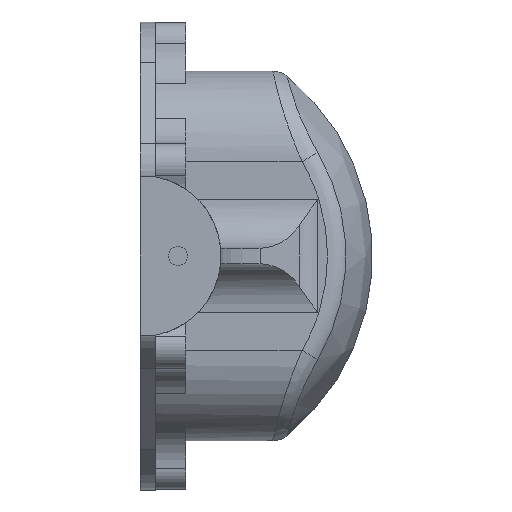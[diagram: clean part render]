
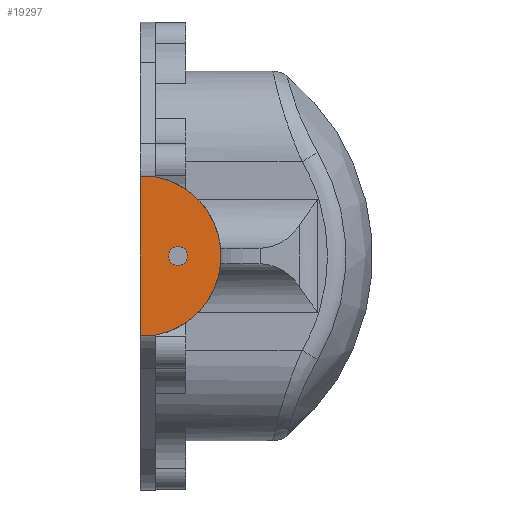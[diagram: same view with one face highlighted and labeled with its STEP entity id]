
A CAD part, left-side view. The second image highlights one B-rep face of the part: STEP entity #19297.
In plain terms, the highlighted planar face has unit normal (-1, 0, 0).
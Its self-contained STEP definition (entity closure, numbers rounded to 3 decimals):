
#446 = PLANE('',#447);
#447 = AXIS2_PLACEMENT_3D('',#448,#449,#450);
#448 = CARTESIAN_POINT('',(0.,0.,0.));
#449 = DIRECTION('',(0.,-1.,0.));
#450 = DIRECTION('',(0.,0.,1.));
#2218 = VERTEX_POINT('',#2219);
#2219 = CARTESIAN_POINT('',(-117.,-5.,-1.25));
#2226 = CYLINDRICAL_SURFACE('',#2227,1.25);
#2227 = AXIS2_PLACEMENT_3D('',#2228,#2229,#2230);
#2228 = CARTESIAN_POINT('',(-111.,-5.,0.));
#2229 = DIRECTION('',(-1.,0.,0.));
#2230 = DIRECTION('',(0.,0.,1.));
#2245 = EDGE_CURVE('',#2218,#2218,#2246,.T.);
#2246 = SURFACE_CURVE('',#2247,(#2252,#2259),.PCURVE_S1.);
#2247 = CIRCLE('',#2248,1.25);
#2248 = AXIS2_PLACEMENT_3D('',#2249,#2250,#2251);
#2249 = CARTESIAN_POINT('',(-117.,-5.,0.));
#2250 = DIRECTION('',(1.,0.,-0.));
#2251 = DIRECTION('',(0.,0.,1.));
#2252 = PCURVE('',#2226,#2253);
#2253 = DEFINITIONAL_REPRESENTATION('',(#2254),#2258);
#2254 = LINE('',#2255,#2256);
#2255 = CARTESIAN_POINT('',(6.283,6.));
#2256 = VECTOR('',#2257,1.);
#2257 = DIRECTION('',(-1.,0.));
#2258 = ( GEOMETRIC_REPRESENTATION_CONTEXT(2) 
PARAMETRIC_REPRESENTATION_CONTEXT() REPRESENTATION_CONTEXT('2D SPACE',''
  ) );
#2259 = PCURVE('',#2260,#2265);
#2260 = PLANE('',#2261);
#2261 = AXIS2_PLACEMENT_3D('',#2262,#2263,#2264);
#2262 = CARTESIAN_POINT('',(-117.,-68.46,10.5));
#2263 = DIRECTION('',(-1.,0.,0.));
#2264 = DIRECTION('',(0.,0.,1.));
#2265 = DEFINITIONAL_REPRESENTATION('',(#2266),#2274);
#2266 = ( BOUNDED_CURVE() B_SPLINE_CURVE(2,(#2267,#2268,#2269,#2270,
#2271,#2272,#2273),.UNSPECIFIED.,.T.,.F.) B_SPLINE_CURVE_WITH_KNOTS((1,2
    ,2,2,2,1),(-2.094,0.,2.094,4.189,
6.283,8.378),.UNSPECIFIED.) CURVE() 
GEOMETRIC_REPRESENTATION_ITEM() RATIONAL_B_SPLINE_CURVE((1.,0.5,1.,0.5,
1.,0.5,1.)) REPRESENTATION_ITEM('') );
#2267 = CARTESIAN_POINT('',(-9.25,63.46));
#2268 = CARTESIAN_POINT('',(-9.25,61.295));
#2269 = CARTESIAN_POINT('',(-11.125,62.378));
#2270 = CARTESIAN_POINT('',(-13.,63.46));
#2271 = CARTESIAN_POINT('',(-11.125,64.543));
#2272 = CARTESIAN_POINT('',(-9.25,65.625));
#2273 = CARTESIAN_POINT('',(-9.25,63.46));
#2274 = ( GEOMETRIC_REPRESENTATION_CONTEXT(2) 
PARAMETRIC_REPRESENTATION_CONTEXT() REPRESENTATION_CONTEXT('2D SPACE',''
  ) );
#7065 = PLANE('',#7066);
#7066 = AXIS2_PLACEMENT_3D('',#7067,#7068,#7069);
#7067 = CARTESIAN_POINT('',(-117.,-68.46,-10.5));
#7068 = DIRECTION('',(0.,0.,-1.));
#7069 = DIRECTION('',(-1.,0.,0.));
#10171 = PLANE('',#10172);
#10172 = AXIS2_PLACEMENT_3D('',#10173,#10174,#10175);
#10173 = CARTESIAN_POINT('',(-117.,-68.46,10.5));
#10174 = DIRECTION('',(0.,0.,1.));
#10175 = DIRECTION('',(1.,0.,-0.));
#11743 = CYLINDRICAL_SURFACE('',#11744,10.689);
#11744 = AXIS2_PLACEMENT_3D('',#11745,#11746,#11747);
#11745 = CARTESIAN_POINT('',(-115.,0.,0.));
#11746 = DIRECTION('',(-1.,0.,0.));
#11747 = DIRECTION('',(0.,0.,1.));
#12077 = VERTEX_POINT('',#12078);
#12078 = CARTESIAN_POINT('',(-117.,0.,-10.5));
#12099 = EDGE_CURVE('',#12100,#12077,#12102,.T.);
#12100 = VERTEX_POINT('',#12101);
#12101 = CARTESIAN_POINT('',(-117.,0.,10.5));
#12102 = SURFACE_CURVE('',#12103,(#12107,#12114),.PCURVE_S1.);
#12103 = LINE('',#12104,#12105);
#12104 = CARTESIAN_POINT('',(-117.,0.,10.5));
#12105 = VECTOR('',#12106,1.);
#12106 = DIRECTION('',(0.,0.,-1.));
#12107 = PCURVE('',#446,#12108);
#12108 = DEFINITIONAL_REPRESENTATION('',(#12109),#12113);
#12109 = LINE('',#12110,#12111);
#12110 = CARTESIAN_POINT('',(10.5,117.));
#12111 = VECTOR('',#12112,1.);
#12112 = DIRECTION('',(-1.,0.));
#12113 = ( GEOMETRIC_REPRESENTATION_CONTEXT(2) 
PARAMETRIC_REPRESENTATION_CONTEXT() REPRESENTATION_CONTEXT('2D SPACE',''
  ) );
#12114 = PCURVE('',#2260,#12115);
#12115 = DEFINITIONAL_REPRESENTATION('',(#12116),#12120);
#12116 = LINE('',#12117,#12118);
#12117 = CARTESIAN_POINT('',(0.,68.46));
#12118 = VECTOR('',#12119,1.);
#12119 = DIRECTION('',(-1.,0.));
#12120 = ( GEOMETRIC_REPRESENTATION_CONTEXT(2) 
PARAMETRIC_REPRESENTATION_CONTEXT() REPRESENTATION_CONTEXT('2D SPACE',''
  ) );
#19297 = ADVANCED_FACE('',(#19298,#19434),#2260,.T.);
#19298 = FACE_BOUND('',#19299,.T.);
#19299 = EDGE_LOOP('',(#19300,#19323,#19324,#19347,#19380,#19408));
#19300 = ORIENTED_EDGE('',*,*,#19301,.T.);
#19301 = EDGE_CURVE('',#19302,#12100,#19304,.T.);
#19302 = VERTEX_POINT('',#19303);
#19303 = CARTESIAN_POINT('',(-117.,-2.,10.5));
#19304 = SURFACE_CURVE('',#19305,(#19309,#19316),.PCURVE_S1.);
#19305 = LINE('',#19306,#19307);
#19306 = CARTESIAN_POINT('',(-117.,-68.46,10.5));
#19307 = VECTOR('',#19308,1.);
#19308 = DIRECTION('',(0.,1.,0.));
#19309 = PCURVE('',#2260,#19310);
#19310 = DEFINITIONAL_REPRESENTATION('',(#19311),#19315);
#19311 = LINE('',#19312,#19313);
#19312 = CARTESIAN_POINT('',(0.,0.));
#19313 = VECTOR('',#19314,1.);
#19314 = DIRECTION('',(0.,1.));
#19315 = ( GEOMETRIC_REPRESENTATION_CONTEXT(2) 
PARAMETRIC_REPRESENTATION_CONTEXT() REPRESENTATION_CONTEXT('2D SPACE',''
  ) );
#19316 = PCURVE('',#10171,#19317);
#19317 = DEFINITIONAL_REPRESENTATION('',(#19318),#19322);
#19318 = LINE('',#19319,#19320);
#19319 = CARTESIAN_POINT('',(0.,0.));
#19320 = VECTOR('',#19321,1.);
#19321 = DIRECTION('',(0.,1.));
#19322 = ( GEOMETRIC_REPRESENTATION_CONTEXT(2) 
PARAMETRIC_REPRESENTATION_CONTEXT() REPRESENTATION_CONTEXT('2D SPACE',''
  ) );
#19323 = ORIENTED_EDGE('',*,*,#12099,.T.);
#19324 = ORIENTED_EDGE('',*,*,#19325,.F.);
#19325 = EDGE_CURVE('',#19326,#12077,#19328,.T.);
#19326 = VERTEX_POINT('',#19327);
#19327 = CARTESIAN_POINT('',(-117.,-2.,-10.5));
#19328 = SURFACE_CURVE('',#19329,(#19333,#19340),.PCURVE_S1.);
#19329 = LINE('',#19330,#19331);
#19330 = CARTESIAN_POINT('',(-117.,-68.46,-10.5));
#19331 = VECTOR('',#19332,1.);
#19332 = DIRECTION('',(0.,1.,0.));
#19333 = PCURVE('',#2260,#19334);
#19334 = DEFINITIONAL_REPRESENTATION('',(#19335),#19339);
#19335 = LINE('',#19336,#19337);
#19336 = CARTESIAN_POINT('',(-21.,0.));
#19337 = VECTOR('',#19338,1.);
#19338 = DIRECTION('',(0.,1.));
#19339 = ( GEOMETRIC_REPRESENTATION_CONTEXT(2) 
PARAMETRIC_REPRESENTATION_CONTEXT() REPRESENTATION_CONTEXT('2D SPACE',''
  ) );
#19340 = PCURVE('',#7065,#19341);
#19341 = DEFINITIONAL_REPRESENTATION('',(#19342),#19346);
#19342 = LINE('',#19343,#19344);
#19343 = CARTESIAN_POINT('',(0.,0.));
#19344 = VECTOR('',#19345,1.);
#19345 = DIRECTION('',(0.,1.));
#19346 = ( GEOMETRIC_REPRESENTATION_CONTEXT(2) 
PARAMETRIC_REPRESENTATION_CONTEXT() REPRESENTATION_CONTEXT('2D SPACE',''
  ) );
#19347 = ORIENTED_EDGE('',*,*,#19348,.F.);
#19348 = EDGE_CURVE('',#19349,#19326,#19351,.T.);
#19349 = VERTEX_POINT('',#19350);
#19350 = CARTESIAN_POINT('',(-117.,-10.642,-1.));
#19351 = SURFACE_CURVE('',#19352,(#19357,#19368),.PCURVE_S1.);
#19352 = CIRCLE('',#19353,10.689);
#19353 = AXIS2_PLACEMENT_3D('',#19354,#19355,#19356);
#19354 = CARTESIAN_POINT('',(-117.,0.,0.));
#19355 = DIRECTION('',(1.,0.,0.));
#19356 = DIRECTION('',(0.,0.,-1.));
#19357 = PCURVE('',#2260,#19358);
#19358 = DEFINITIONAL_REPRESENTATION('',(#19359),#19367);
#19359 = ( BOUNDED_CURVE() B_SPLINE_CURVE(2,(#19360,#19361,#19362,#19363
    ,#19364,#19365,#19366),.UNSPECIFIED.,.T.,.F.) 
B_SPLINE_CURVE_WITH_KNOTS((1,2,2,2,2,1),(-2.094,0.,
    2.094,4.189,6.283,8.378),
.UNSPECIFIED.) CURVE() GEOMETRIC_REPRESENTATION_ITEM() 
RATIONAL_B_SPLINE_CURVE((1.,0.5,1.,0.5,1.,0.5,1.)) REPRESENTATION_ITEM(
  '') );
#19360 = CARTESIAN_POINT('',(-21.189,68.46));
#19361 = CARTESIAN_POINT('',(-21.189,86.974));
#19362 = CARTESIAN_POINT('',(-5.156,77.717));
#19363 = CARTESIAN_POINT('',(10.878,68.46));
#19364 = CARTESIAN_POINT('',(-5.156,59.204));
#19365 = CARTESIAN_POINT('',(-21.189,49.947));
#19366 = CARTESIAN_POINT('',(-21.189,68.46));
#19367 = ( GEOMETRIC_REPRESENTATION_CONTEXT(2) 
PARAMETRIC_REPRESENTATION_CONTEXT() REPRESENTATION_CONTEXT('2D SPACE',''
  ) );
#19368 = PCURVE('',#19369,#19374);
#19369 = CYLINDRICAL_SURFACE('',#19370,10.689);
#19370 = AXIS2_PLACEMENT_3D('',#19371,#19372,#19373);
#19371 = CARTESIAN_POINT('',(-115.,0.,0.));
#19372 = DIRECTION('',(-1.,0.,0.));
#19373 = DIRECTION('',(0.,0.,1.));
#19374 = DEFINITIONAL_REPRESENTATION('',(#19375),#19379);
#19375 = LINE('',#19376,#19377);
#19376 = CARTESIAN_POINT('',(9.425,2.));
#19377 = VECTOR('',#19378,1.);
#19378 = DIRECTION('',(-1.,0.));
#19379 = ( GEOMETRIC_REPRESENTATION_CONTEXT(2) 
PARAMETRIC_REPRESENTATION_CONTEXT() REPRESENTATION_CONTEXT('2D SPACE',''
  ) );
#19380 = ORIENTED_EDGE('',*,*,#19381,.F.);
#19381 = EDGE_CURVE('',#19382,#19349,#19384,.T.);
#19382 = VERTEX_POINT('',#19383);
#19383 = CARTESIAN_POINT('',(-117.,-10.642,1.));
#19384 = SURFACE_CURVE('',#19385,(#19389,#19396),.PCURVE_S1.);
#19385 = LINE('',#19386,#19387);
#19386 = CARTESIAN_POINT('',(-117.,-10.642,-1.));
#19387 = VECTOR('',#19388,1.);
#19388 = DIRECTION('',(0.,0.,-1.));
#19389 = PCURVE('',#2260,#19390);
#19390 = DEFINITIONAL_REPRESENTATION('',(#19391),#19395);
#19391 = LINE('',#19392,#19393);
#19392 = CARTESIAN_POINT('',(-11.5,57.818));
#19393 = VECTOR('',#19394,1.);
#19394 = DIRECTION('',(-1.,0.));
#19395 = ( GEOMETRIC_REPRESENTATION_CONTEXT(2) 
PARAMETRIC_REPRESENTATION_CONTEXT() REPRESENTATION_CONTEXT('2D SPACE',''
  ) );
#19396 = PCURVE('',#19397,#19402);
#19397 = PLANE('',#19398);
#19398 = AXIS2_PLACEMENT_3D('',#19399,#19400,#19401);
#19399 = CARTESIAN_POINT('',(-115.,-10.642,-1.));
#19400 = DIRECTION('',(0.,-1.,0.));
#19401 = DIRECTION('',(0.,0.,1.));
#19402 = DEFINITIONAL_REPRESENTATION('',(#19403),#19407);
#19403 = LINE('',#19404,#19405);
#19404 = CARTESIAN_POINT('',(0.,2.));
#19405 = VECTOR('',#19406,1.);
#19406 = DIRECTION('',(-1.,0.));
#19407 = ( GEOMETRIC_REPRESENTATION_CONTEXT(2) 
PARAMETRIC_REPRESENTATION_CONTEXT() REPRESENTATION_CONTEXT('2D SPACE',''
  ) );
#19408 = ORIENTED_EDGE('',*,*,#19409,.F.);
#19409 = EDGE_CURVE('',#19302,#19382,#19410,.T.);
#19410 = SURFACE_CURVE('',#19411,(#19416,#19427),.PCURVE_S1.);
#19411 = CIRCLE('',#19412,10.689);
#19412 = AXIS2_PLACEMENT_3D('',#19413,#19414,#19415);
#19413 = CARTESIAN_POINT('',(-117.,0.,0.));
#19414 = DIRECTION('',(1.,0.,0.));
#19415 = DIRECTION('',(0.,0.,-1.));
#19416 = PCURVE('',#2260,#19417);
#19417 = DEFINITIONAL_REPRESENTATION('',(#19418),#19426);
#19418 = ( BOUNDED_CURVE() B_SPLINE_CURVE(2,(#19419,#19420,#19421,#19422
    ,#19423,#19424,#19425),.UNSPECIFIED.,.T.,.F.) 
B_SPLINE_CURVE_WITH_KNOTS((1,2,2,2,2,1),(-2.094,0.,
    2.094,4.189,6.283,8.378),
.UNSPECIFIED.) CURVE() GEOMETRIC_REPRESENTATION_ITEM() 
RATIONAL_B_SPLINE_CURVE((1.,0.5,1.,0.5,1.,0.5,1.)) REPRESENTATION_ITEM(
  '') );
#19419 = CARTESIAN_POINT('',(-21.189,68.46));
#19420 = CARTESIAN_POINT('',(-21.189,86.974));
#19421 = CARTESIAN_POINT('',(-5.156,77.717));
#19422 = CARTESIAN_POINT('',(10.878,68.46));
#19423 = CARTESIAN_POINT('',(-5.156,59.204));
#19424 = CARTESIAN_POINT('',(-21.189,49.947));
#19425 = CARTESIAN_POINT('',(-21.189,68.46));
#19426 = ( GEOMETRIC_REPRESENTATION_CONTEXT(2) 
PARAMETRIC_REPRESENTATION_CONTEXT() REPRESENTATION_CONTEXT('2D SPACE',''
  ) );
#19427 = PCURVE('',#11743,#19428);
#19428 = DEFINITIONAL_REPRESENTATION('',(#19429),#19433);
#19429 = LINE('',#19430,#19431);
#19430 = CARTESIAN_POINT('',(9.425,2.));
#19431 = VECTOR('',#19432,1.);
#19432 = DIRECTION('',(-1.,0.));
#19433 = ( GEOMETRIC_REPRESENTATION_CONTEXT(2) 
PARAMETRIC_REPRESENTATION_CONTEXT() REPRESENTATION_CONTEXT('2D SPACE',''
  ) );
#19434 = FACE_BOUND('',#19435,.T.);
#19435 = EDGE_LOOP('',(#19436));
#19436 = ORIENTED_EDGE('',*,*,#2245,.T.);
